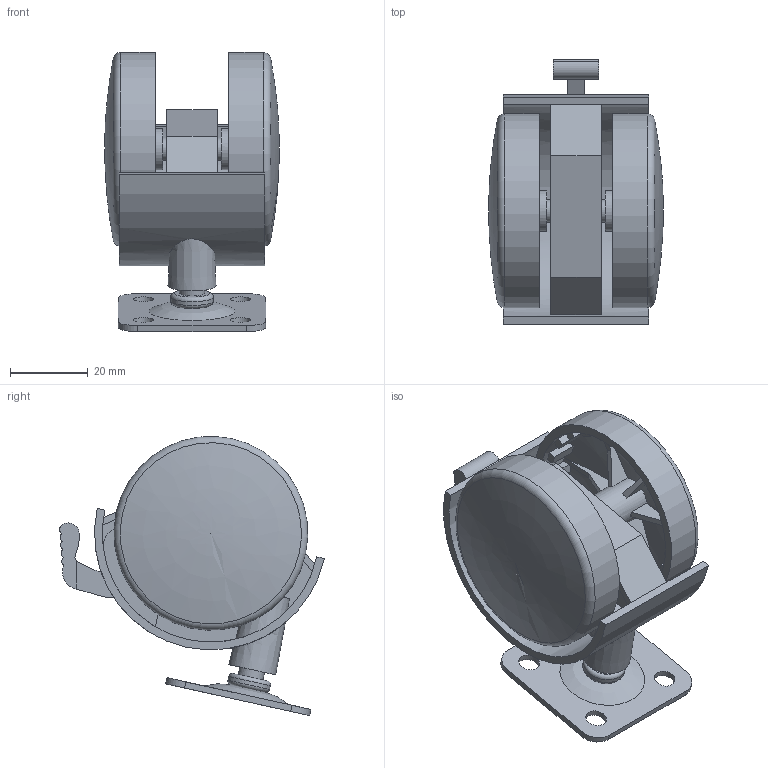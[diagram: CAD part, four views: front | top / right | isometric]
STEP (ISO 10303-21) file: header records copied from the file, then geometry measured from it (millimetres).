
FILE_DESCRIPTION(/* description */ (''),/* implementation_level */ '2;1');
FILE_NAME(/* name */ 'KM-0H-50-D20.stp',/* time_stamp */ '2018-01-25T16:08:34+01:00',/* author */ ('tomaszw'),/* organization */ (''),/* preprocessor_version */ 'ST-DEVELOPER v16.1',/* originating_system */ 'Autodesk Inventor 2016',/* authorisation */ '');
FILE_SCHEMA (('CONFIG_CONTROL_DESIGN'));
Length unit declared in the file: millimetre
Products named in the file (6): rolka; oska; głowica rolki_hamulec; Płytka mocujaca; hamulec; KM-0H-50-D20
Assembly tree (6 placements, depth 2):
  KM-0H-50-D20
    rolka  x2
    oska
    głowica rolki_hamulec
    Płytka mocujaca
    hamulec
Bounding box: 45 x 68.29 x 71.97 mm (x, y, z)
Volume: 37312.6 mm3; surface area: 36495 mm2
Topology: 6 solids, 20 shells, 496 faces, 1282 edges, 833 vertices
Faces by surface type: plane 412, cylinder 56, bspline 18, cone 6, torus 4
Full cylindrical faces by diameter (mm): 3 x1, 5.4 x4, 5.8 x3, 6.5 x2, 9 x1, 10.5 x4, 11 x1, 45.6 x2, 50 x2
Entity records: 9615 total; most frequent: CARTESIAN_POINT 2198, ORIENTED_EDGE 1520, DIRECTION 1478, EDGE_CURVE 758, VERTEX_POINT 505, AXIS2_PLACEMENT_3D 498, LINE 482, VECTOR 482
